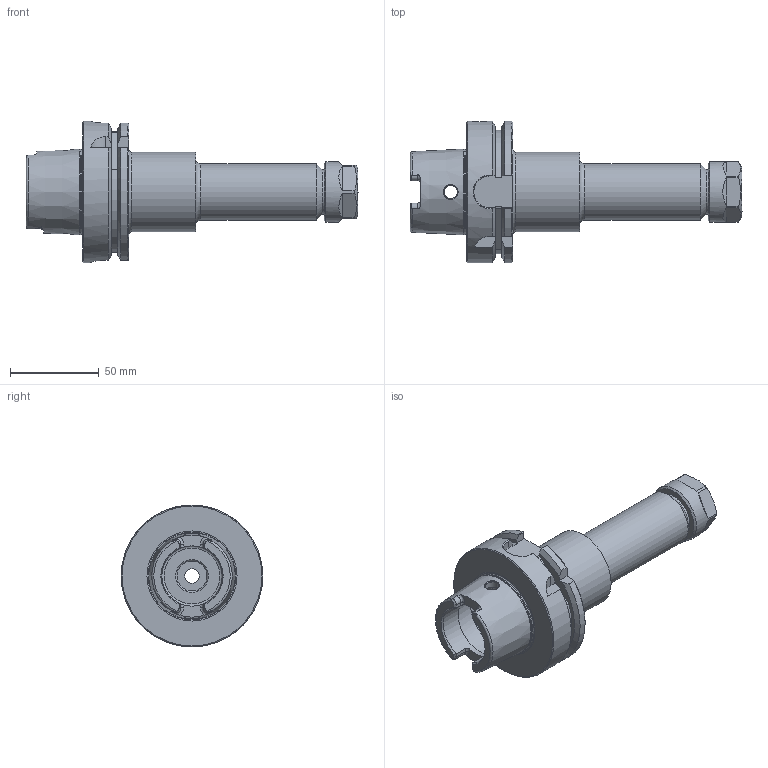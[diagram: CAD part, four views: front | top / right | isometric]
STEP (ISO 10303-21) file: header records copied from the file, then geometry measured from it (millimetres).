
FILE_DESCRIPTION((''),'2;1');
FILE_NAME('H63-20ER6.stp','2014-08-21T12:44:29',('kaykin'),(''),'Autodesk Inventor 2012','Autodesk Inventor 2012','');
FILE_SCHEMA(('AUTOMOTIVE_DESIGN { 1 0 10303 214 1 1 1 1 }'));
Length unit declared in the file: inch
Products named in the file (3): H63-20ER6; H63-20ER6-1; 20ERHN
Assembly tree (2 placements, depth 2):
  H63-20ER6
    H63-20ER6-1
    20ERHN
Bounding box: 187.45 x 80 x 80 mm (x, y, z)
Volume: 241782.4 mm3; surface area: 50712.9 mm2
Topology: 2 solids, 2 shells, 180 faces, 456 edges, 288 vertices
Faces by surface type: plane 74, cylinder 44, cone 31, torus 20, bspline 11
Full cylindrical faces by diameter (mm): 7.5 x2, 8.382 x1, 8.4 x1, 10 x1, 12.751 x1, 14.478 x1, 15.76 x1, 16.916 x1, 19.016 x1, 20.83 x1, 21.85 x1, 23.5 x1, 25 x1, 26 x1, 31.75 x1, 34 x3, 40 x1, 44.958 x1, 48.041 x1, 80 x1
Entity records: 6264 total; most frequent: CARTESIAN_POINT 2144, ORIENTED_EDGE 788, DIRECTION 770, EDGE_CURVE 394, AXIS2_PLACEMENT_3D 318, VERTEX_POINT 274, EDGE_LOOP 244, FACE_OUTER_BOUND 180
